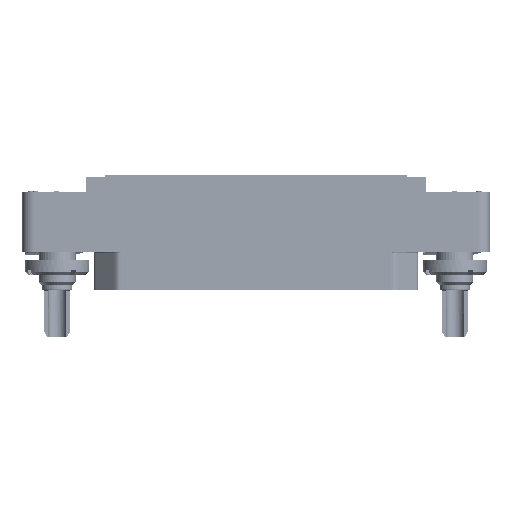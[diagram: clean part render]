
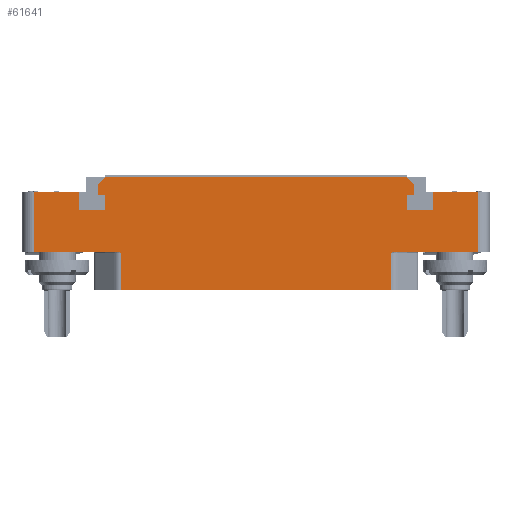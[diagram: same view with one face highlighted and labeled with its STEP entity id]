
A CAD part, top view. The second image highlights one B-rep face of the part: STEP entity #61641.
In plain terms, the highlighted planar face has unit normal (0, 0, 1).
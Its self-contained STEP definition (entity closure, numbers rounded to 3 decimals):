
#996=DIRECTION('',(1.,0.,0.));
#997=VECTOR('',#996,14.082);
#998=CARTESIAN_POINT('',(-38.,0.,7.));
#999=LINE('',#998,#997);
#1576=DIRECTION('',(-1.,0.,0.));
#1577=VECTOR('',#1576,46.236);
#1578=CARTESIAN_POINT('',(23.118,-6.5,7.));
#1579=LINE('',#1578,#1577);
#1708=DIRECTION('',(0.,1.,0.));
#1709=VECTOR('',#1708,6.3);
#1710=CARTESIAN_POINT('',(-23.118,-6.5,7.));
#1711=LINE('',#1710,#1709);
#1736=CARTESIAN_POINT('',(-23.918,0.,7.));
#1737=CARTESIAN_POINT('',(-23.907,0.,7.));
#1738=CARTESIAN_POINT('',(-23.884,0.,7.));
#1739=CARTESIAN_POINT('',(-23.85,-0.002,7.));
#1740=CARTESIAN_POINT('',(-23.814,-0.005,7.));
#1741=CARTESIAN_POINT('',(-23.776,-0.01,7.));
#1742=CARTESIAN_POINT('',(-23.734,-0.016,7.));
#1743=CARTESIAN_POINT('',(-23.688,-0.024,7.));
#1744=CARTESIAN_POINT('',(-23.636,-0.035,7.));
#1745=CARTESIAN_POINT('',(-23.577,-0.049,7.));
#1746=CARTESIAN_POINT('',(-23.515,-0.066,7.));
#1747=CARTESIAN_POINT('',(-23.451,-0.085,7.));
#1748=CARTESIAN_POINT('',(-23.385,-0.106,7.));
#1749=CARTESIAN_POINT('',(-23.318,-0.128,7.));
#1750=CARTESIAN_POINT('',(-23.251,-0.152,7.));
#1751=CARTESIAN_POINT('',(-23.184,-0.176,7.));
#1752=CARTESIAN_POINT('',(-23.14,-0.192,7.));
#1753=CARTESIAN_POINT('',(-23.118,-0.2,7.));
#1755=DIRECTION('',(1.,0.,0.));
#1756=VECTOR('',#1755,7.8);
#1757=CARTESIAN_POINT('',(-38.,10.25,7.));
#1758=LINE('',#1757,#1756);
#1759=DIRECTION('',(0.,-1.,0.));
#1760=VECTOR('',#1759,3.2);
#1761=CARTESIAN_POINT('',(-30.2,10.25,7.));
#1762=LINE('',#1761,#1760);
#1763=DIRECTION('',(1.,0.,0.));
#1764=VECTOR('',#1763,4.4);
#1765=CARTESIAN_POINT('',(-30.2,7.05,7.));
#1766=LINE('',#1765,#1764);
#1767=DIRECTION('',(0.,1.,0.));
#1768=VECTOR('',#1767,2.6);
#1769=CARTESIAN_POINT('',(-25.8,7.05,7.));
#1770=LINE('',#1769,#1768);
#1771=DIRECTION('',(-1.,0.,0.));
#1772=VECTOR('',#1771,1.2);
#1773=CARTESIAN_POINT('',(-25.8,9.65,7.));
#1774=LINE('',#1773,#1772);
#1775=DIRECTION('',(0.,-1.,0.));
#1776=VECTOR('',#1775,1.9);
#1777=CARTESIAN_POINT('',(-27.,11.55,7.));
#1778=LINE('',#1777,#1776);
#1779=DIRECTION('',(1.,0.,0.));
#1780=VECTOR('',#1779,51.6);
#1781=CARTESIAN_POINT('',(-25.8,12.75,7.));
#1782=LINE('',#1781,#1780);
#1783=DIRECTION('',(0.,-1.,0.));
#1784=VECTOR('',#1783,1.9);
#1785=CARTESIAN_POINT('',(27.,11.55,7.));
#1786=LINE('',#1785,#1784);
#1787=DIRECTION('',(-1.,0.,0.));
#1788=VECTOR('',#1787,1.2);
#1789=CARTESIAN_POINT('',(27.,9.65,7.));
#1790=LINE('',#1789,#1788);
#1791=DIRECTION('',(0.,-1.,0.));
#1792=VECTOR('',#1791,2.6);
#1793=CARTESIAN_POINT('',(25.8,9.65,7.));
#1794=LINE('',#1793,#1792);
#1795=DIRECTION('',(1.,0.,0.));
#1796=VECTOR('',#1795,4.4);
#1797=CARTESIAN_POINT('',(25.8,7.05,7.));
#1798=LINE('',#1797,#1796);
#1799=DIRECTION('',(0.,1.,0.));
#1800=VECTOR('',#1799,3.2);
#1801=CARTESIAN_POINT('',(30.2,7.05,7.));
#1802=LINE('',#1801,#1800);
#1803=DIRECTION('',(1.,0.,0.));
#1804=VECTOR('',#1803,7.8);
#1805=CARTESIAN_POINT('',(30.2,10.25,7.));
#1806=LINE('',#1805,#1804);
#1863=DIRECTION('',(1.,0.,0.));
#1864=VECTOR('',#1863,14.082);
#1865=CARTESIAN_POINT('',(23.918,0.,7.));
#1866=LINE('',#1865,#1864);
#5739=DIRECTION('',(0.,1.,0.));
#5740=VECTOR('',#5739,10.25);
#5741=CARTESIAN_POINT('',(38.,0.,7.));
#5742=LINE('',#5741,#5740);
#5785=DIRECTION('',(0.707,-0.707,0.));
#5786=VECTOR('',#5785,1.697);
#5787=CARTESIAN_POINT('',(25.8,12.75,7.));
#5788=LINE('',#5787,#5786);
#5813=DIRECTION('',(-0.707,-0.707,0.));
#5814=VECTOR('',#5813,1.697);
#5815=CARTESIAN_POINT('',(-25.8,12.75,7.));
#5816=LINE('',#5815,#5814);
#6441=DIRECTION('',(0.,-1.,0.));
#6442=VECTOR('',#6441,10.25);
#6443=CARTESIAN_POINT('',(-38.,10.25,7.));
#6444=LINE('',#6443,#6442);
#41939=CARTESIAN_POINT('',(23.118,-0.2,7.));
#41940=CARTESIAN_POINT('',(23.14,-0.192,7.));
#41941=CARTESIAN_POINT('',(23.184,-0.176,7.));
#41942=CARTESIAN_POINT('',(23.251,-0.152,7.));
#41943=CARTESIAN_POINT('',(23.318,-0.128,7.));
#41944=CARTESIAN_POINT('',(23.385,-0.106,7.));
#41945=CARTESIAN_POINT('',(23.451,-0.085,7.));
#41946=CARTESIAN_POINT('',(23.515,-0.066,7.));
#41947=CARTESIAN_POINT('',(23.577,-0.049,7.));
#41948=CARTESIAN_POINT('',(23.636,-0.035,7.));
#41949=CARTESIAN_POINT('',(23.688,-0.024,7.));
#41950=CARTESIAN_POINT('',(23.734,-0.016,7.));
#41951=CARTESIAN_POINT('',(23.776,-0.01,7.));
#41952=CARTESIAN_POINT('',(23.814,-0.005,7.));
#41953=CARTESIAN_POINT('',(23.85,-0.002,7.));
#41954=CARTESIAN_POINT('',(23.884,0.,7.));
#41955=CARTESIAN_POINT('',(23.907,0.,7.));
#41956=CARTESIAN_POINT('',(23.918,0.,7.));
#41972=DIRECTION('',(0.,1.,0.));
#41973=VECTOR('',#41972,6.3);
#41974=CARTESIAN_POINT('',(23.118,-6.5,7.));
#41975=LINE('',#41974,#41973);
#50813=CARTESIAN_POINT('',(-30.2,10.25,7.));
#50814=CARTESIAN_POINT('',(-30.2,7.05,7.));
#50815=VERTEX_POINT('',#50813);
#50816=VERTEX_POINT('',#50814);
#50817=CARTESIAN_POINT('',(-25.8,7.05,7.));
#50818=VERTEX_POINT('',#50817);
#50819=CARTESIAN_POINT('',(-25.8,9.65,7.));
#50820=VERTEX_POINT('',#50819);
#50821=CARTESIAN_POINT('',(-27.,9.65,7.));
#50822=VERTEX_POINT('',#50821);
#50823=CARTESIAN_POINT('',(27.,9.65,7.));
#50824=CARTESIAN_POINT('',(25.8,9.65,7.));
#50825=VERTEX_POINT('',#50823);
#50826=VERTEX_POINT('',#50824);
#50827=CARTESIAN_POINT('',(25.8,7.05,7.));
#50828=VERTEX_POINT('',#50827);
#50829=CARTESIAN_POINT('',(30.2,7.05,7.));
#50830=VERTEX_POINT('',#50829);
#50831=CARTESIAN_POINT('',(30.2,10.25,7.));
#50832=VERTEX_POINT('',#50831);
#50837=CARTESIAN_POINT('',(-27.,11.55,7.));
#50839=VERTEX_POINT('',#50837);
#50841=CARTESIAN_POINT('',(-25.8,12.75,7.));
#50842=VERTEX_POINT('',#50841);
#50843=CARTESIAN_POINT('',(27.,11.55,7.));
#50845=VERTEX_POINT('',#50843);
#50847=CARTESIAN_POINT('',(25.8,12.75,7.));
#50848=VERTEX_POINT('',#50847);
#50933=CARTESIAN_POINT('',(38.,0.,7.));
#50934=CARTESIAN_POINT('',(38.,10.25,7.));
#50935=VERTEX_POINT('',#50933);
#50936=VERTEX_POINT('',#50934);
#50941=CARTESIAN_POINT('',(-38.,10.25,7.));
#50942=CARTESIAN_POINT('',(-38.,0.,7.));
#50943=VERTEX_POINT('',#50941);
#50944=VERTEX_POINT('',#50942);
#51146=CARTESIAN_POINT('',(23.118,-6.5,7.));
#51148=VERTEX_POINT('',#51146);
#51149=CARTESIAN_POINT('',(-23.118,-6.5,7.));
#51151=VERTEX_POINT('',#51149);
#51213=CARTESIAN_POINT('',(-23.118,-0.2,7.));
#51214=VERTEX_POINT('',#51213);
#51215=CARTESIAN_POINT('',(-23.918,0.,7.));
#51216=VERTEX_POINT('',#51215);
#51217=CARTESIAN_POINT('',(23.118,-0.2,7.));
#51219=VERTEX_POINT('',#51217);
#51221=CARTESIAN_POINT('',(23.918,0.,7.));
#51223=VERTEX_POINT('',#51221);
#61590=CARTESIAN_POINT('',(0.,0.,7.));
#61591=DIRECTION('',(0.,0.,-1.));
#61592=DIRECTION('',(-1.,0.,0.));
#61593=AXIS2_PLACEMENT_3D('',#61590,#61591,#61592);
#61594=PLANE('',#61593);
#61596=ORIENTED_EDGE('',*,*,#61595,.F.);
#61598=ORIENTED_EDGE('',*,*,#61597,.F.);
#61600=ORIENTED_EDGE('',*,*,#61599,.F.);
#61601=ORIENTED_EDGE('',*,*,#61417,.T.);
#61602=ORIENTED_EDGE('',*,*,#61570,.T.);
#61603=ORIENTED_EDGE('',*,*,#61585,.F.);
#61604=ORIENTED_EDGE('',*,*,#61160,.F.);
#61606=ORIENTED_EDGE('',*,*,#61605,.F.);
#61608=ORIENTED_EDGE('',*,*,#61607,.T.);
#61610=ORIENTED_EDGE('',*,*,#61609,.T.);
#61612=ORIENTED_EDGE('',*,*,#61611,.T.);
#61614=ORIENTED_EDGE('',*,*,#61613,.T.);
#61616=ORIENTED_EDGE('',*,*,#61615,.T.);
#61618=ORIENTED_EDGE('',*,*,#61617,.F.);
#61620=ORIENTED_EDGE('',*,*,#61619,.F.);
#61622=ORIENTED_EDGE('',*,*,#61621,.T.);
#61624=ORIENTED_EDGE('',*,*,#61623,.T.);
#61626=ORIENTED_EDGE('',*,*,#61625,.T.);
#61628=ORIENTED_EDGE('',*,*,#61627,.T.);
#61630=ORIENTED_EDGE('',*,*,#61629,.T.);
#61632=ORIENTED_EDGE('',*,*,#61631,.T.);
#61634=ORIENTED_EDGE('',*,*,#61633,.T.);
#61636=ORIENTED_EDGE('',*,*,#61635,.T.);
#61638=ORIENTED_EDGE('',*,*,#61637,.F.);
#61639=EDGE_LOOP('',(#61596,#61598,#61600,#61601,#61602,#61603,#61604,#61606,
#61608,#61610,#61612,#61614,#61616,#61618,#61620,#61622,#61624,#61626,#61628,
#61630,#61632,#61634,#61636,#61638));
#61640=FACE_OUTER_BOUND('',#61639,.F.);
#61641=ADVANCED_FACE('',(#61640),#61594,.F.);
#1754=B_SPLINE_CURVE_WITH_KNOTS('',3,(#1736,#1737,#1738,#1739,#1740,#1741,#1742,
#1743,#1744,#1745,#1746,#1747,#1748,#1749,#1750,#1751,#1752,#1753),
.UNSPECIFIED.,.F.,.F.,(4,1,1,1,1,1,1,1,1,1,1,1,1,1,1,4),(0.,0.067,
0.133,0.2,0.267,0.333,0.4,
0.467,0.533,0.6,0.667,0.733,
0.8,0.867,0.933,1.),.UNSPECIFIED.);
#41957=B_SPLINE_CURVE_WITH_KNOTS('',3,(#41939,#41940,#41941,#41942,#41943,
#41944,#41945,#41946,#41947,#41948,#41949,#41950,#41951,#41952,#41953,#41954,
#41955,#41956),.UNSPECIFIED.,.F.,.F.,(4,1,1,1,1,1,1,1,1,1,1,1,1,1,1,4),(0.,
0.067,0.133,0.2,0.267,0.333,
0.4,0.467,0.533,0.6,0.667,
0.733,0.8,0.867,0.933,1.),
.UNSPECIFIED.);
#61160=EDGE_CURVE('',#50944,#51216,#999,.T.);
#61417=EDGE_CURVE('',#51148,#51151,#1579,.T.);
#61570=EDGE_CURVE('',#51151,#51214,#1711,.T.);
#61585=EDGE_CURVE('',#51216,#51214,#1754,.T.);
#61595=EDGE_CURVE('',#51223,#50935,#1866,.T.);
#61597=EDGE_CURVE('',#51219,#51223,#41957,.T.);
#61599=EDGE_CURVE('',#51148,#51219,#41975,.T.);
#61605=EDGE_CURVE('',#50943,#50944,#6444,.T.);
#61607=EDGE_CURVE('',#50943,#50815,#1758,.T.);
#61609=EDGE_CURVE('',#50815,#50816,#1762,.T.);
#61611=EDGE_CURVE('',#50816,#50818,#1766,.T.);
#61613=EDGE_CURVE('',#50818,#50820,#1770,.T.);
#61615=EDGE_CURVE('',#50820,#50822,#1774,.T.);
#61617=EDGE_CURVE('',#50839,#50822,#1778,.T.);
#61619=EDGE_CURVE('',#50842,#50839,#5816,.T.);
#61621=EDGE_CURVE('',#50842,#50848,#1782,.T.);
#61623=EDGE_CURVE('',#50848,#50845,#5788,.T.);
#61625=EDGE_CURVE('',#50845,#50825,#1786,.T.);
#61627=EDGE_CURVE('',#50825,#50826,#1790,.T.);
#61629=EDGE_CURVE('',#50826,#50828,#1794,.T.);
#61631=EDGE_CURVE('',#50828,#50830,#1798,.T.);
#61633=EDGE_CURVE('',#50830,#50832,#1802,.T.);
#61635=EDGE_CURVE('',#50832,#50936,#1806,.T.);
#61637=EDGE_CURVE('',#50935,#50936,#5742,.T.);
